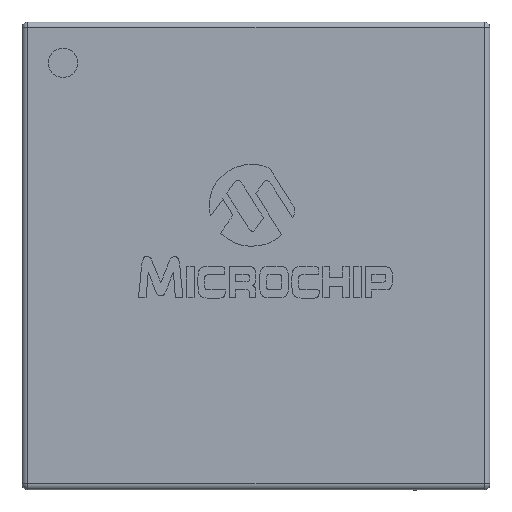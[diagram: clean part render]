
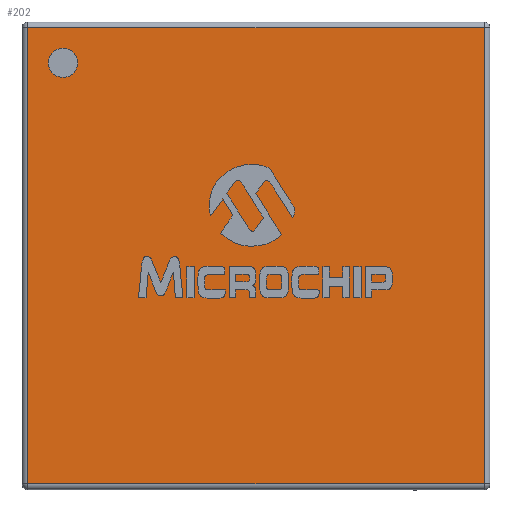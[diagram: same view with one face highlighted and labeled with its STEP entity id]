
A CAD part, top view. The second image highlights one B-rep face of the part: STEP entity #202.
In plain terms, the highlighted planar face has unit normal (0, 0, 1).
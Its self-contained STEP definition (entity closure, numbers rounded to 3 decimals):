
#42 = VERTEX_POINT ( 'NONE', #14043 ) ;
#202 = ADVANCED_FACE ( 'NONE', ( #346, #6192 ), #9749, .T. ) ;
#346 = FACE_OUTER_BOUND ( 'NONE', #1759, .T. ) ;
#512 = CARTESIAN_POINT ( 'NONE',  ( -1.95, -1.95, 1. ) ) ;
#611 = CARTESIAN_POINT ( 'NONE',  ( -1.65, 1.65, 1. ) ) ;
#623 = LINE ( 'NONE', #12306, #5635 ) ;
#916 = AXIS2_PLACEMENT_3D ( 'NONE', #8398, #6067, #1390 ) ;
#1390 = DIRECTION ( 'NONE',  ( 1., 0., 0. ) ) ;
#1636 = DIRECTION ( 'NONE',  ( -1., 0., 0. ) ) ;
#1759 = EDGE_LOOP ( 'NONE', ( #1996, #3923, #7993, #6266 ) ) ;
#1996 = ORIENTED_EDGE ( 'NONE', *, *, #2430, .T. ) ;
#2018 = AXIS2_PLACEMENT_3D ( 'NONE', #3926, #4151, #5234 ) ;
#2430 = EDGE_CURVE ( 'NONE', #6298, #10632, #5058, .T. ) ;
#2564 = CARTESIAN_POINT ( 'NONE',  ( 2., -1.95, 1. ) ) ;
#2653 = CARTESIAN_POINT ( 'NONE',  ( -1.95, -2., 1. ) ) ;
#3742 = DIRECTION ( 'NONE',  ( 0., -1., 0. ) ) ;
#3922 = EDGE_CURVE ( 'NONE', #10107, #9546, #9656, .T. ) ;
#3923 = ORIENTED_EDGE ( 'NONE', *, *, #8026, .T. ) ;
#3926 = CARTESIAN_POINT ( 'NONE',  ( 0., 0., 1. ) ) ;
#3951 = ORIENTED_EDGE ( 'NONE', *, *, #14954, .F. ) ;
#4151 = DIRECTION ( 'NONE',  ( 0., 0., 1. ) ) ;
#4483 = EDGE_LOOP ( 'NONE', ( #3951, #12704 ) ) ;
#4601 = VERTEX_POINT ( 'NONE', #8243 ) ;
#5058 = LINE ( 'NONE', #2653, #13447 ) ;
#5234 = DIRECTION ( 'NONE',  ( 1., 0., 0. ) ) ;
#5635 = VECTOR ( 'NONE', #1636, 1000. ) ;
#5837 = AXIS2_PLACEMENT_3D ( 'NONE', #611, #11339, #11184 ) ;
#6067 = DIRECTION ( 'NONE',  ( 0., 0., 1. ) ) ;
#6081 = EDGE_CURVE ( 'NONE', #42, #4601, #13832, .T. ) ;
#6192 = FACE_BOUND ( 'NONE', #4483, .T. ) ;
#6266 = ORIENTED_EDGE ( 'NONE', *, *, #13837, .T. ) ;
#6298 = VERTEX_POINT ( 'NONE', #6660 ) ;
#6336 = CARTESIAN_POINT ( 'NONE',  ( 1.95, 2., 1. ) ) ;
#6660 = CARTESIAN_POINT ( 'NONE',  ( -1.95, 1.95, 1. ) ) ;
#7581 = CIRCLE ( 'NONE', #5837, 0.125 ) ;
#7661 = VECTOR ( 'NONE', #9544, 1000. ) ;
#7993 = ORIENTED_EDGE ( 'NONE', *, *, #3922, .T. ) ;
#8026 = EDGE_CURVE ( 'NONE', #10632, #10107, #13233, .T. ) ;
#8243 = CARTESIAN_POINT ( 'NONE',  ( -1.525, 1.65, 1. ) ) ;
#8398 = CARTESIAN_POINT ( 'NONE',  ( -1.65, 1.65, 1. ) ) ;
#8582 = DIRECTION ( 'NONE',  ( 0., 1., 0. ) ) ;
#9544 = DIRECTION ( 'NONE',  ( 1., 0., 0. ) ) ;
#9546 = VERTEX_POINT ( 'NONE', #15153 ) ;
#9656 = LINE ( 'NONE', #6336, #10333 ) ;
#9749 = PLANE ( 'NONE',  #2018 ) ;
#10107 = VERTEX_POINT ( 'NONE', #11924 ) ;
#10333 = VECTOR ( 'NONE', #8582, 1000. ) ;
#10632 = VERTEX_POINT ( 'NONE', #512 ) ;
#11184 = DIRECTION ( 'NONE',  ( 1., 0., 0. ) ) ;
#11339 = DIRECTION ( 'NONE',  ( 0., 0., 1. ) ) ;
#11924 = CARTESIAN_POINT ( 'NONE',  ( 1.95, -1.95, 1. ) ) ;
#12306 = CARTESIAN_POINT ( 'NONE',  ( -2., 1.95, 1. ) ) ;
#12704 = ORIENTED_EDGE ( 'NONE', *, *, #6081, .F. ) ;
#13233 = LINE ( 'NONE', #2564, #7661 ) ;
#13447 = VECTOR ( 'NONE', #3742, 1000. ) ;
#13832 = CIRCLE ( 'NONE', #916, 0.125 ) ;
#13837 = EDGE_CURVE ( 'NONE', #9546, #6298, #623, .T. ) ;
#14043 = CARTESIAN_POINT ( 'NONE',  ( -1.775, 1.65, 1. ) ) ;
#14954 = EDGE_CURVE ( 'NONE', #4601, #42, #7581, .T. ) ;
#15153 = CARTESIAN_POINT ( 'NONE',  ( 1.95, 1.95, 1. ) ) ;
